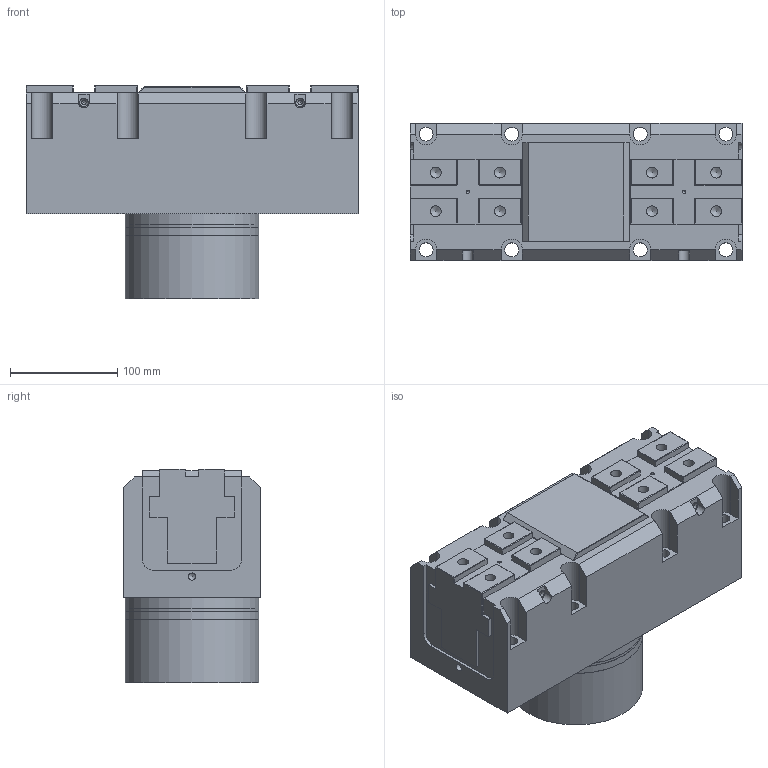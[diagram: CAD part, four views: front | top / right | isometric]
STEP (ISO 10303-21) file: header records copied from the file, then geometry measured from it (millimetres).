
FILE_DESCRIPTION(/* description */ (''),/* implementation_level */ '2;1');
FILE_NAME(/* name */ 'KSB-310.stp',/* time_stamp */ '2023-04-05T12:00:22+02:00',/* author */ ('Tecnico 2'),/* organization */ (''),/* preprocessor_version */ 'ST-DEVELOPER v19.2',/* originating_system */ 'Autodesk Inventor 2023',/* authorisation */ '');
FILE_SCHEMA (('AUTOMOTIVE_DESIGN { 1 0 10303 214 3 1 1 }'));
Length unit declared in the file: millimetre
Products named in the file (4): KSB-310; KSB 310 CORPO; ksb 310 GRIFFA CLIENTE; KSB 310 COPERCHIETTO CLIENTE
Assembly tree (4 placements, depth 2):
  KSB-310
    KSB 310 CORPO
    ksb 310 GRIFFA CLIENTE  x2
    KSB 310 COPERCHIETTO CLIENTE
Bounding box: 310 x 128 x 199 mm (x, y, z)
Volume: 5267879.5 mm3; surface area: 449088.6 mm2
Topology: 4 solids, 4 shells, 350 faces, 859 edges, 526 vertices
Faces by surface type: plane 265, cylinder 57, cone 28
Full cylindrical faces by diameter (mm): 3.242 x2, 4.134 x6, 6.7 x2, 8.566 x2, 9 x3, 10.106 x8, 11.445 x4, 12 x2, 13 x8, 15 x2, 124.5 x2, 125 x2
Entity records: 7409 total; most frequent: CARTESIAN_POINT 1247, DIRECTION 1233, ORIENTED_EDGE 1202, EDGE_CURVE 601, LINE 491, VECTOR 491, VERTEX_POINT 385, AXIS2_PLACEMENT_3D 371
